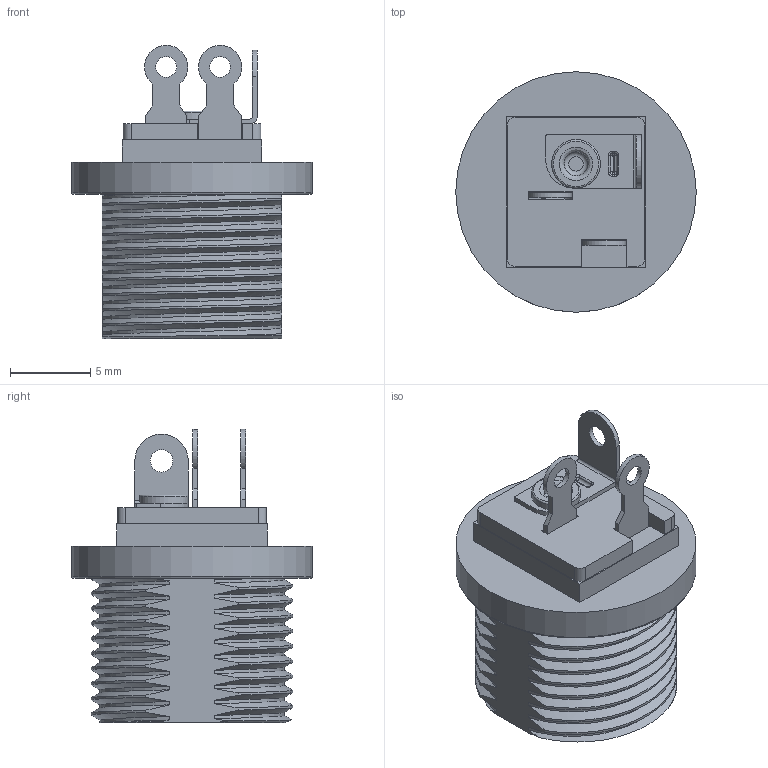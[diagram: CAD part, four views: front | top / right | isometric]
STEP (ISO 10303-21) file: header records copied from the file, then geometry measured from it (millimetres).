
FILE_DESCRIPTION(/* description */ (''),/* implementation_level */ '2;1');
FILE_NAME(/* name */ 'DC jack external.step',/* time_stamp */ '2021-06-25T00:18:51+03:00',/* author */ (''),/* organization */ (''),/* preprocessor_version */ 'ST-DEVELOPER v18.1',/* originating_system */ 'Autodesk Translation Framework v10.9.0.1377',/* authorisation */ '');
FILE_SCHEMA (('AUTOMOTIVE_DESIGN { 1 0 10303 214 3 1 1 }'));
Length unit declared in the file: millimetre
Products named in the file (1): DC jack external
Bounding box: 15 x 15 x 18.3 mm (x, y, z)
Volume: 1114.5 mm3; surface area: 2052.4 mm2
Topology: 6 solids, 6 shells, 267 faces, 721 edges, 467 vertices
Faces by surface type: plane 112, cylinder 89, bspline 51, torus 11, cone 3, sphere 1
Full cylindrical faces by diameter (mm): 1.3 x2, 1.4 x1, 2 x5, 3.03 x1, 3.3 x1, 6.1 x1, 15 x1
Entity records: 10820 total; most frequent: CARTESIAN_POINT 4430, ORIENTED_EDGE 1424, DIRECTION 1118, EDGE_CURVE 712, VERTEX_POINT 467, LINE 398, VECTOR 398, AXIS2_PLACEMENT_3D 360
